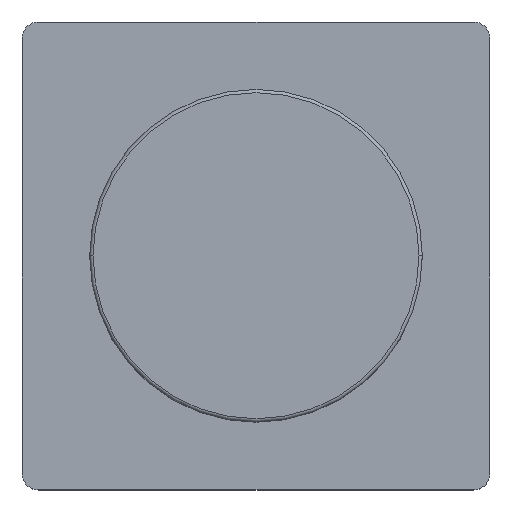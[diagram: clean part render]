
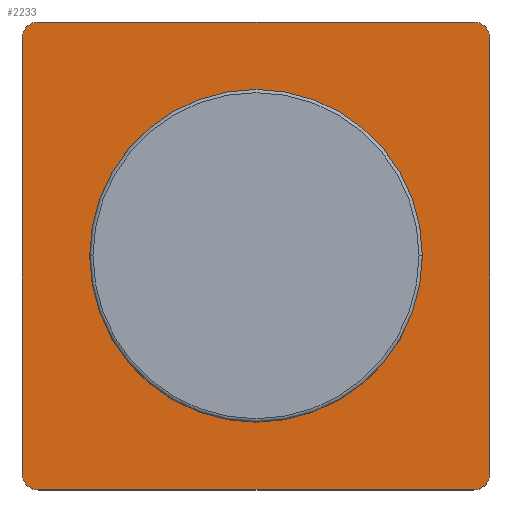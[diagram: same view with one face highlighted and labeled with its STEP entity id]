
A CAD part, top view. The second image highlights one B-rep face of the part: STEP entity #2233.
In plain terms, the highlighted planar face has unit normal (0, 0, 1).
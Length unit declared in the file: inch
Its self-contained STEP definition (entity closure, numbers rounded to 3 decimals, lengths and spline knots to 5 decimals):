
#163 = VECTOR ( 'NONE', #1289, 39.37008 ) ;
#164 = LINE ( 'NONE', #1279, #163 ) ;
#165 = VECTOR ( 'NONE', #1360, 39.37008 ) ;
#166 = LINE ( 'NONE', #1361, #165 ) ;
#167 = CIRCLE ( 'NONE', #966, 0.025 ) ;
#168 = VECTOR ( 'NONE', #1332, 39.37008 ) ;
#169 = CIRCLE ( 'NONE', #965, 0.025 ) ;
#172 = LINE ( 'NONE', #1273, #168 ) ;
#179 = CIRCLE ( 'NONE', #964, 0.025 ) ;
#237 = CIRCLE ( 'NONE', #957, 0.252 ) ;
#292 = VERTEX_POINT ( 'NONE', #1441 ) ;
#300 = VERTEX_POINT ( 'NONE', #1375 ) ;
#302 = VERTEX_POINT ( 'NONE', #1448 ) ;
#304 = VERTEX_POINT ( 'NONE', #1447 ) ;
#305 = VERTEX_POINT ( 'NONE', #1182 ) ;
#310 = VERTEX_POINT ( 'NONE', #1431 ) ;
#311 = VERTEX_POINT ( 'NONE', #1442 ) ;
#313 = VERTEX_POINT ( 'NONE', #1287 ) ;
#646 = AXIS2_PLACEMENT_3D ( 'NONE', #1047, #1046, #1045 ) ;
#957 = AXIS2_PLACEMENT_3D ( 'NONE', #1397, #1395, #1394 ) ;
#964 = AXIS2_PLACEMENT_3D ( 'NONE', #1364, #1365, #1338 ) ;
#965 = AXIS2_PLACEMENT_3D ( 'NONE', #1110, #1107, #1109 ) ;
#966 = AXIS2_PLACEMENT_3D ( 'NONE', #1112, #1111, #1076 ) ;
#978 = EDGE_CURVE ( 'NONE', #292, #300, #237, .T. ) ;
#1045 = DIRECTION ( 'NONE',  ( 1., 0., 0. ) ) ;
#1046 = DIRECTION ( 'NONE',  ( 0., 0., 1. ) ) ;
#1047 = CARTESIAN_POINT ( 'NONE',  ( 0.3295, 0.3295, 0. ) ) ;
#1055 = PLANE ( 'NONE',  #646 ) ;
#1074 = CARTESIAN_POINT ( 'NONE',  ( 0.3545, -0.3295, 0. ) ) ;
#1076 = DIRECTION ( 'NONE',  ( -1., 0., 0. ) ) ;
#1079 = DIRECTION ( 'NONE',  ( 0., 1., 0. ) ) ;
#1107 = DIRECTION ( 'NONE',  ( 0., 0., 1. ) ) ;
#1109 = DIRECTION ( 'NONE',  ( 1., 0., 0. ) ) ;
#1110 = CARTESIAN_POINT ( 'NONE',  ( -0.3295, 0.3295, 0. ) ) ;
#1111 = DIRECTION ( 'NONE',  ( 0., 0., 1. ) ) ;
#1112 = CARTESIAN_POINT ( 'NONE',  ( -0.3295, -0.3295, 0. ) ) ;
#1179 = CARTESIAN_POINT ( 'NONE',  ( 0.3295, -0.3295, 0. ) ) ;
#1182 = CARTESIAN_POINT ( 'NONE',  ( 0.3295, 0.3545, 0. ) ) ;
#1229 = DIRECTION ( 'NONE',  ( 0., 0., 1. ) ) ;
#1230 = DIRECTION ( 'NONE',  ( 1., 0., 0. ) ) ;
#1232 = CARTESIAN_POINT ( 'NONE',  ( 0., 0., 0. ) ) ;
#1234 = CARTESIAN_POINT ( 'NONE',  ( -0.3295, -0.3545, 0. ) ) ;
#1237 = DIRECTION ( 'NONE',  ( 1., 0., 0. ) ) ;
#1238 = DIRECTION ( 'NONE',  ( 0., 0., 1. ) ) ;
#1255 = CARTESIAN_POINT ( 'NONE',  ( 0.3295, -0.3545, 0. ) ) ;
#1273 = CARTESIAN_POINT ( 'NONE',  ( -0.3295, 0.3545, 0. ) ) ;
#1279 = CARTESIAN_POINT ( 'NONE',  ( -0.3295, -0.3545, 0. ) ) ;
#1287 = CARTESIAN_POINT ( 'NONE',  ( 0.3545, -0.3295, 0. ) ) ;
#1289 = DIRECTION ( 'NONE',  ( 1., 0., 0. ) ) ;
#1332 = DIRECTION ( 'NONE',  ( -1., 0., 0. ) ) ;
#1338 = DIRECTION ( 'NONE',  ( 1., 0., 0. ) ) ;
#1360 = DIRECTION ( 'NONE',  ( 0., -1., 0. ) ) ;
#1361 = CARTESIAN_POINT ( 'NONE',  ( -0.3545, -0.3295, 0. ) ) ;
#1364 = CARTESIAN_POINT ( 'NONE',  ( 0.3295, 0.3295, 0. ) ) ;
#1365 = DIRECTION ( 'NONE',  ( 0., 0., 1. ) ) ;
#1375 = CARTESIAN_POINT ( 'NONE',  ( -0.252, 0., 0. ) ) ;
#1394 = DIRECTION ( 'NONE',  ( 1., 0., 0. ) ) ;
#1395 = DIRECTION ( 'NONE',  ( 0., 0., 1. ) ) ;
#1397 = CARTESIAN_POINT ( 'NONE',  ( 0., 0., 0. ) ) ;
#1431 = CARTESIAN_POINT ( 'NONE',  ( -0.3545, 0.3295, 0. ) ) ;
#1441 = CARTESIAN_POINT ( 'NONE',  ( 0.252, 0., 0. ) ) ;
#1442 = CARTESIAN_POINT ( 'NONE',  ( -0.3295, 0.3545, 0. ) ) ;
#1447 = CARTESIAN_POINT ( 'NONE',  ( 0.3545, 0.3295, 0. ) ) ;
#1448 = CARTESIAN_POINT ( 'NONE',  ( -0.3545, -0.3295, 0. ) ) ;
#1497 = EDGE_CURVE ( 'NONE', #304, #305, #179, .T. ) ;
#1498 = EDGE_CURVE ( 'NONE', #305, #311, #172, .T. ) ;
#1499 = EDGE_CURVE ( 'NONE', #311, #310, #169, .T. ) ;
#1500 = EDGE_CURVE ( 'NONE', #310, #302, #166, .T. ) ;
#1501 = EDGE_CURVE ( 'NONE', #302, #1995, #167, .T. ) ;
#1502 = EDGE_CURVE ( 'NONE', #1995, #2021, #164, .T. ) ;
#1810 = FACE_BOUND ( 'NONE', #2173, .T. ) ;
#1814 = FACE_OUTER_BOUND ( 'NONE', #2136, .T. ) ;
#1860 = VECTOR ( 'NONE', #1079, 39.37008 ) ;
#1861 = LINE ( 'NONE', #1074, #1860 ) ;
#1862 = CIRCLE ( 'NONE', #2202, 0.252 ) ;
#1863 = CIRCLE ( 'NONE', #2201, 0.025 ) ;
#1890 = EDGE_CURVE ( 'NONE', #2021, #313, #1863, .T. ) ;
#1891 = EDGE_CURVE ( 'NONE', #313, #304, #1861, .T. ) ;
#1892 = EDGE_CURVE ( 'NONE', #300, #292, #1862, .T. ) ;
#1995 = VERTEX_POINT ( 'NONE', #1234 ) ;
#2021 = VERTEX_POINT ( 'NONE', #1255 ) ;
#2040 = ORIENTED_EDGE ( 'NONE', *, *, #1891, .T. ) ;
#2041 = ORIENTED_EDGE ( 'NONE', *, *, #1502, .T. ) ;
#2042 = ORIENTED_EDGE ( 'NONE', *, *, #1890, .T. ) ;
#2043 = ORIENTED_EDGE ( 'NONE', *, *, #1501, .T. ) ;
#2044 = ORIENTED_EDGE ( 'NONE', *, *, #1499, .T. ) ;
#2045 = ORIENTED_EDGE ( 'NONE', *, *, #1500, .T. ) ;
#2046 = ORIENTED_EDGE ( 'NONE', *, *, #1497, .T. ) ;
#2121 = ORIENTED_EDGE ( 'NONE', *, *, #978, .F. ) ;
#2126 = ORIENTED_EDGE ( 'NONE', *, *, #1498, .T. ) ;
#2127 = ORIENTED_EDGE ( 'NONE', *, *, #1892, .F. ) ;
#2136 = EDGE_LOOP ( 'NONE', ( #2046, #2126, #2044, #2045, #2043, #2041, #2042, #2040 ) ) ;
#2173 = EDGE_LOOP ( 'NONE', ( #2127, #2121 ) ) ;
#2201 = AXIS2_PLACEMENT_3D ( 'NONE', #1179, #1238, #1237 ) ;
#2202 = AXIS2_PLACEMENT_3D ( 'NONE', #1232, #1229, #1230 ) ;
#2233 = ADVANCED_FACE ( 'NONE', ( #1814, #1810 ), #1055, .T. ) ;
